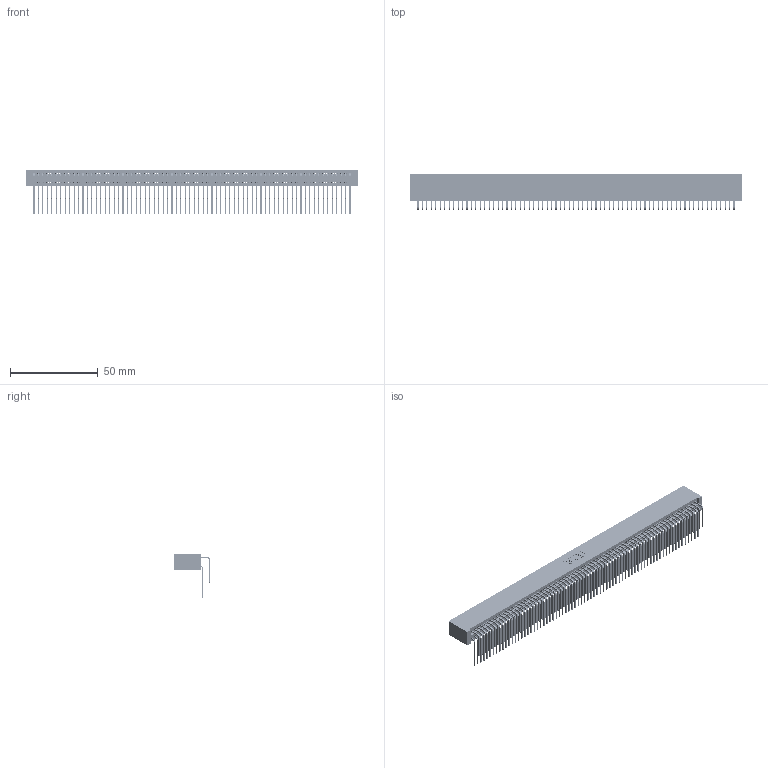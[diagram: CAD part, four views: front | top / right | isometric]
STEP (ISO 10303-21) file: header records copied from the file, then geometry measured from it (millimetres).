
FILE_DESCRIPTION (( 'STEP AP203' ), '1' );
FILE_NAME ('345-144-559-201.STEP', '2019-11-09T12:43:17', ( '' ), ( '' ), 'SwSTEP 2.0', 'SolidWorks 2016', '' );
FILE_SCHEMA (( 'CONFIG_CONTROL_DESIGN' ));
Length unit declared in the file: inch
Products named in the file (4): 345-144-559-201; 345-292-001_558 559 Tail - 1; 345 Part_No Mounting Lugs; 345-292-001_559 Tail - 2
Assembly tree (145 placements, depth 2):
  345-144-559-201
    345 Part_No Mounting Lugs
    345-292-001_558 559 Tail - 1  x72
    345-292-001_559 Tail - 2  x72
Bounding box: 189.48 x 20.56 x 25.53 mm (x, y, z)
Volume: 20131.7 mm3; surface area: 34548.6 mm2
Topology: 145 solids, 145 shells, 7606 faces, 22637 edges, 14898 vertices
Faces by surface type: plane 5116, cylinder 2490
Entity records: 53829 total; most frequent: CARTESIAN_POINT 9039, ORIENTED_EDGE 8922, DIRECTION 7901, EDGE_CURVE 4461, LINE 4009, VECTOR 4009, VERTEX_POINT 2970, AXIS2_PLACEMENT_3D 1946
